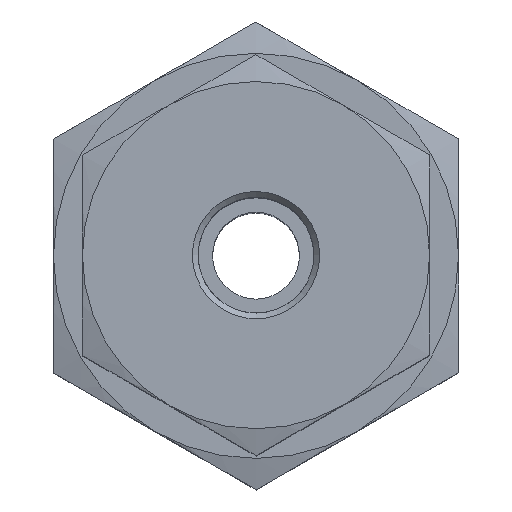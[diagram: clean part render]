
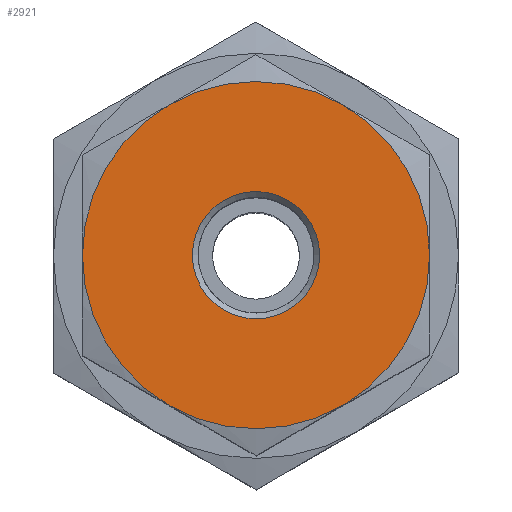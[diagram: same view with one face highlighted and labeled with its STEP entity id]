
A CAD part, top view. The second image highlights one B-rep face of the part: STEP entity #2921.
In plain terms, the highlighted planar face has unit normal (0, 0, 1).
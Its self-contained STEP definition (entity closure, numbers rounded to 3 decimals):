
#2825=CARTESIAN_POINT('',(2.2,0.,11.0));
#2826=VERTEX_POINT('',#2825);
#2827=CARTESIAN_POINT('',(0.0,0.0,11.0));
#2828=DIRECTION('',(0.0,0.0,1.0));
#2829=DIRECTION('',(-1.0,0.0,0.0));
#2830=AXIS2_PLACEMENT_3D('',#2827,#2828,#2829);
#2831=CIRCLE('',#2830,2.2);
#2832=EDGE_CURVE('',#2826,#2826,#2831,.T.);
#2857=CARTESIAN_POINT('',(0.,0.0,11.0));
#2858=DIRECTION('',(0.0,0.0,1.0));
#2859=DIRECTION('',(1.0,0.0,0.0));
#2860=AXIS2_PLACEMENT_3D('',#2857,#2858,#2859);
#2861=PLANE('',#2860);
#2862=CARTESIAN_POINT('',(-3.,-5.196,11.0));
#2863=VERTEX_POINT('',#2862);
#2864=CARTESIAN_POINT('',(3.,-5.196,11.0));
#2865=VERTEX_POINT('',#2864);
#2866=CARTESIAN_POINT('',(0.0,0.0,11.0));
#2867=DIRECTION('',(0.0,0.0,1.0));
#2868=DIRECTION('',(-0.5,-0.866,0.0));
#2869=AXIS2_PLACEMENT_3D('',#2866,#2867,#2868);
#2870=CIRCLE('',#2869,6.);
#2871=EDGE_CURVE('',#2863,#2865,#2870,.T.);
#2872=ORIENTED_EDGE('',*,*,#2871,.T.);
#2873=CARTESIAN_POINT('',(6.0,0.,11.0));
#2874=VERTEX_POINT('',#2873);
#2875=CARTESIAN_POINT('',(0.0,0.0,11.0));
#2876=DIRECTION('',(0.0,0.0,1.0));
#2877=DIRECTION('',(-0.5,-0.866,0.0));
#2878=AXIS2_PLACEMENT_3D('',#2875,#2876,#2877);
#2879=CIRCLE('',#2878,6.);
#2880=EDGE_CURVE('',#2865,#2874,#2879,.T.);
#2881=ORIENTED_EDGE('',*,*,#2880,.T.);
#2882=CARTESIAN_POINT('',(3.0,5.196,11.0));
#2883=VERTEX_POINT('',#2882);
#2884=CARTESIAN_POINT('',(0.0,0.0,11.0));
#2885=DIRECTION('',(0.0,0.0,1.0));
#2886=DIRECTION('',(-0.5,-0.866,0.0));
#2887=AXIS2_PLACEMENT_3D('',#2884,#2885,#2886);
#2888=CIRCLE('',#2887,6.);
#2889=EDGE_CURVE('',#2874,#2883,#2888,.T.);
#2890=ORIENTED_EDGE('',*,*,#2889,.T.);
#2891=CARTESIAN_POINT('',(-3.,5.196,11.0));
#2892=VERTEX_POINT('',#2891);
#2893=CARTESIAN_POINT('',(0.0,0.0,11.0));
#2894=DIRECTION('',(0.0,0.0,1.0));
#2895=DIRECTION('',(-0.5,-0.866,0.0));
#2896=AXIS2_PLACEMENT_3D('',#2893,#2894,#2895);
#2897=CIRCLE('',#2896,6.);
#2898=EDGE_CURVE('',#2883,#2892,#2897,.T.);
#2899=ORIENTED_EDGE('',*,*,#2898,.T.);
#2900=CARTESIAN_POINT('',(-6.,0.0,11.0));
#2901=VERTEX_POINT('',#2900);
#2902=CARTESIAN_POINT('',(0.0,0.0,11.0));
#2903=DIRECTION('',(0.0,0.0,1.0));
#2904=DIRECTION('',(-0.5,-0.866,0.0));
#2905=AXIS2_PLACEMENT_3D('',#2902,#2903,#2904);
#2906=CIRCLE('',#2905,6.);
#2907=EDGE_CURVE('',#2892,#2901,#2906,.T.);
#2908=ORIENTED_EDGE('',*,*,#2907,.T.);
#2909=CARTESIAN_POINT('',(0.0,0.0,11.0));
#2910=DIRECTION('',(0.0,0.0,1.0));
#2911=DIRECTION('',(-0.5,-0.866,0.0));
#2912=AXIS2_PLACEMENT_3D('',#2909,#2910,#2911);
#2913=CIRCLE('',#2912,6.);
#2914=EDGE_CURVE('',#2901,#2863,#2913,.T.);
#2915=ORIENTED_EDGE('',*,*,#2914,.T.);
#2916=EDGE_LOOP('',(#2872,#2881,#2890,#2899,#2908,#2915));
#2917=FACE_OUTER_BOUND('',#2916,.T.);
#2918=ORIENTED_EDGE('',*,*,#2832,.F.);
#2919=EDGE_LOOP('',(#2918));
#2920=FACE_BOUND('',#2919,.T.);
#2921=ADVANCED_FACE('',(#2917,#2920),#2861,.T.);
